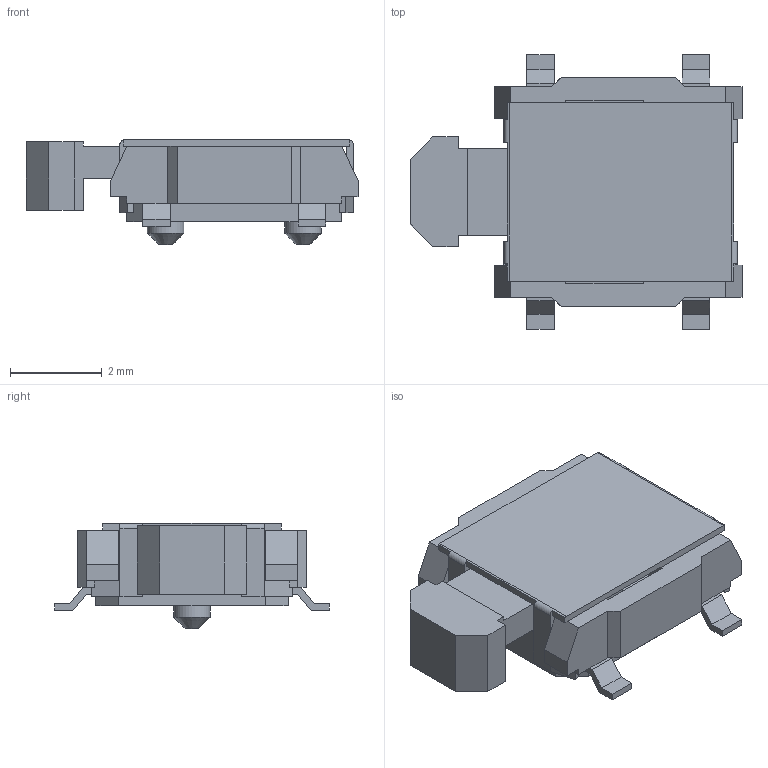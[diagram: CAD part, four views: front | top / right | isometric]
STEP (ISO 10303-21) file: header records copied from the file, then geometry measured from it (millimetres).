
FILE_DESCRIPTION((' '),'2;1');
FILE_NAME('TL3901AGQF180.stp','2017-07-27T08:52:30',(' '),(' '),' ','ACIS',' ');
FILE_SCHEMA(('CONFIG_CONTROL_DESIGN'));
Length unit declared in the file: inch
Products named in the file (1): TL3901AGQF180.stp
Bounding box: 7.25 x 6 x 2.3 mm (x, y, z)
Volume: 36.3 mm3; surface area: 163.6 mm2
Topology: 1 solids, 1 shells, 225 faces, 632 edges, 401 vertices
Faces by surface type: plane 216, cylinder 7, cone 2
Full cylindrical faces by diameter (mm): 0.8 x2
Entity records: 7160 total; most frequent: ORIENTED_EDGE 1256, CARTESIAN_POINT 1255, DIRECTION 1105, EDGE_CURVE 628, VECTOR 603, LINE 603, VERTEX_POINT 401, AXIS2_PLACEMENT_3D 251
